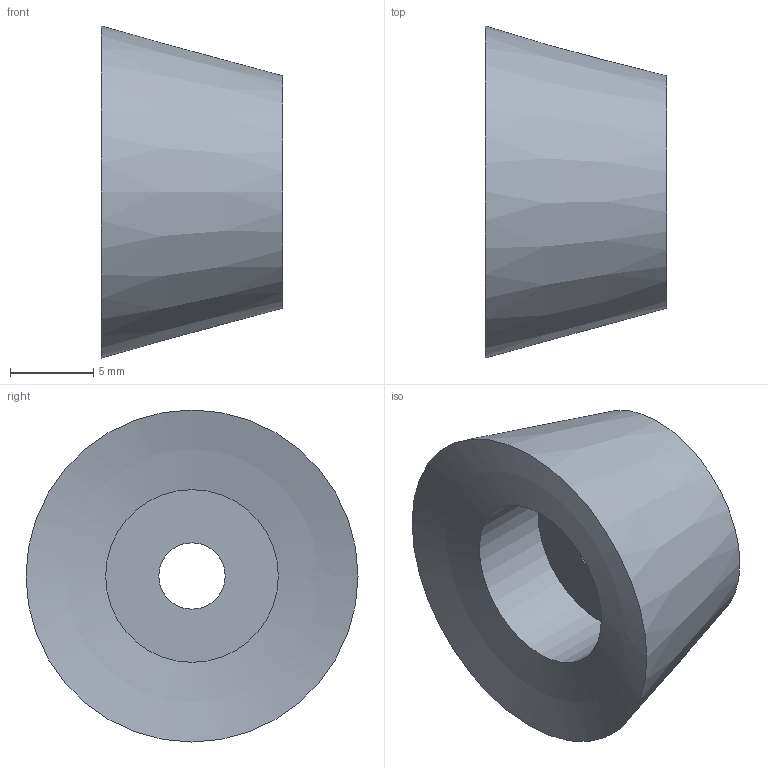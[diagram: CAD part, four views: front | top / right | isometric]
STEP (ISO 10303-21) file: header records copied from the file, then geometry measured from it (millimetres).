
FILE_DESCRIPTION(('FreeCAD Model'),'2;1');
FILE_NAME('Open CASCADE Shape Model','2023-02-20T21:05:30',(''),(''), 'Open CASCADE STEP processor 7.6','FreeCAD','Unknown');
FILE_SCHEMA(('AUTOMOTIVE_DESIGN { 1 0 10303 214 1 1 1 1 }'));
Length unit declared in the file: millimetre
Products named in the file (1): шайба прижима к оси
Bounding box: 10.93 x 20 x 20 mm (x, y, z)
Volume: 1622.2 mm3; surface area: 1272 mm2
Topology: 1 solids, 1 shells, 7 faces, 12 edges, 7 vertices
Faces by surface type: cylinder 2, cone 2, plane 2, sphere 1
Full cylindrical faces by diameter (mm): 4 x1, 10.4 x1
Entity records: 352 total; most frequent: DIRECTION 60, CARTESIAN_POINT 51, ORIENTED_EDGE 24, PCURVE 24, DEFINITIONAL_REPRESENTATION 24, LINE 24, VECTOR 24, AXIS2_PLACEMENT_3D 16
